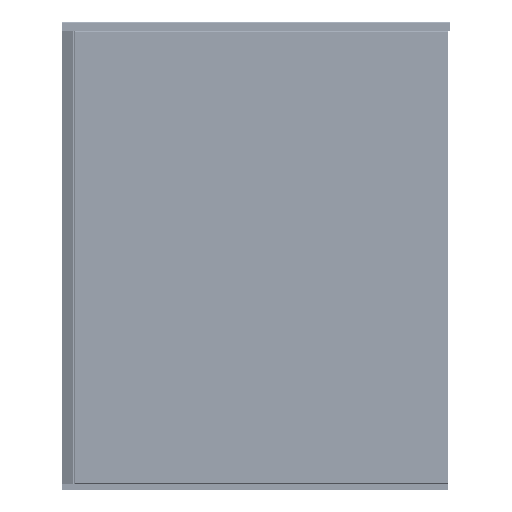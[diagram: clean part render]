
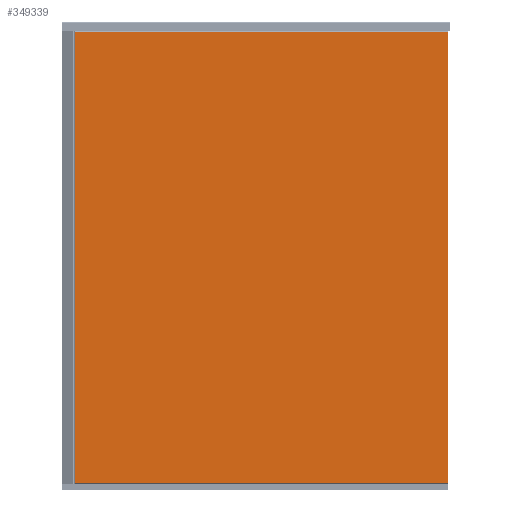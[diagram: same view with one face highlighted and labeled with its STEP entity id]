
A CAD part, left-side view. The second image highlights one B-rep face of the part: STEP entity #349339.
In plain terms, the highlighted free-form (B-spline) face has degree [1, 1] with [2, 2] control points.
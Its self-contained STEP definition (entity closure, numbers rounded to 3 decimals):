
#349046=CARTESIAN_POINT('',(1534.659,1035.316,582.5));
#349047=VERTEX_POINT('',#349046);
#349048=CARTESIAN_POINT('',(1534.659,1514.861,582.5));
#349049=VERTEX_POINT('',#349048);
#349050=CARTESIAN_POINT('',(1534.659,1035.316,582.5));
#349051=DIRECTION('',(0.0,1.0,0.0));
#349052=VECTOR('',#349051,479.545);
#349053=LINE('',#349050,#349052);
#349054=EDGE_CURVE('',#349047,#349049,#349053,.T.);
#349094=CARTESIAN_POINT('',(1534.659,1515.109,582.277));
#349095=VERTEX_POINT('',#349094);
#349096=CARTESIAN_POINT('',(1534.659,1514.861,582.5));
#349097=DIRECTION('',(0.0,0.743,-0.669));
#349098=VECTOR('',#349097,0.333);
#349099=LINE('',#349096,#349098);
#349100=EDGE_CURVE('',#349049,#349095,#349099,.T.);
#349133=CARTESIAN_POINT('',(1534.659,1515.109,0.723));
#349134=VERTEX_POINT('',#349133);
#349135=CARTESIAN_POINT('',(1534.659,1515.109,582.277));
#349136=DIRECTION('',(0.0,0.0,-1.0));
#349137=VECTOR('',#349136,581.555);
#349138=LINE('',#349135,#349137);
#349139=EDGE_CURVE('',#349095,#349134,#349138,.T.);
#349165=CARTESIAN_POINT('',(1534.659,1514.861,0.5));
#349166=VERTEX_POINT('',#349165);
#349173=CARTESIAN_POINT('',(1534.659,1515.109,0.723));
#349174=DIRECTION('',(0.0,-0.743,-0.669));
#349175=VECTOR('',#349174,0.333);
#349176=LINE('',#349173,#349175);
#349177=EDGE_CURVE('',#349134,#349166,#349176,.T.);
#349195=CARTESIAN_POINT('',(1534.659,1035.316,0.5));
#349196=VERTEX_POINT('',#349195);
#349203=CARTESIAN_POINT('',(1534.659,1514.861,0.5));
#349204=DIRECTION('',(0.0,-1.0,0.0));
#349205=VECTOR('',#349204,479.545);
#349206=LINE('',#349203,#349205);
#349207=EDGE_CURVE('',#349166,#349196,#349206,.T.);
#349220=CARTESIAN_POINT('',(1534.659,1035.109,0.707));
#349221=VERTEX_POINT('',#349220);
#349228=CARTESIAN_POINT('',(1534.659,1035.316,0.5));
#349229=DIRECTION('',(0.0,-0.707,0.707));
#349230=VECTOR('',#349229,0.293);
#349231=LINE('',#349228,#349230);
#349232=EDGE_CURVE('',#349196,#349221,#349231,.T.);
#349244=CARTESIAN_POINT('',(1534.659,1035.109,582.293));
#349245=VERTEX_POINT('',#349244);
#349252=CARTESIAN_POINT('',(1534.659,1035.109,0.707));
#349253=DIRECTION('',(0.0,0.0,1.0));
#349254=VECTOR('',#349253,581.586);
#349255=LINE('',#349252,#349254);
#349256=EDGE_CURVE('',#349221,#349245,#349255,.T.);
#349274=CARTESIAN_POINT('',(1534.659,1035.109,582.293));
#349275=DIRECTION('',(0.0,0.707,0.707));
#349276=VECTOR('',#349275,0.293);
#349277=LINE('',#349274,#349276);
#349278=EDGE_CURVE('',#349245,#349047,#349277,.T.);
#349324=CARTESIAN_POINT('',(1534.659,1515.109,0.5));
#349325=CARTESIAN_POINT('',(1534.659,1035.109,0.5));
#349326=CARTESIAN_POINT('',(1534.659,1515.109,582.5));
#349327=CARTESIAN_POINT('',(1534.659,1035.109,582.5));
#349328=B_SPLINE_SURFACE_WITH_KNOTS('',1,1,((#349324,#349326),(#349325,#349327)),.UNSPECIFIED.,.F.,.F.,.U.,(2,2),(2,2),(0.0,480.),(0.0,582.),.UNSPECIFIED.);
#349329=ORIENTED_EDGE('',*,*,#349054,.T.);
#349330=ORIENTED_EDGE('',*,*,#349100,.T.);
#349331=ORIENTED_EDGE('',*,*,#349139,.T.);
#349332=ORIENTED_EDGE('',*,*,#349177,.T.);
#349333=ORIENTED_EDGE('',*,*,#349207,.T.);
#349334=ORIENTED_EDGE('',*,*,#349232,.T.);
#349335=ORIENTED_EDGE('',*,*,#349256,.T.);
#349336=ORIENTED_EDGE('',*,*,#349278,.T.);
#349337=EDGE_LOOP('',(#349329,#349330,#349331,#349332,#349333,#349334,#349335,#349336));
#349338=FACE_OUTER_BOUND('',#349337,.T.);
#349339=ADVANCED_FACE('',(#349338),#349328,.T.);
